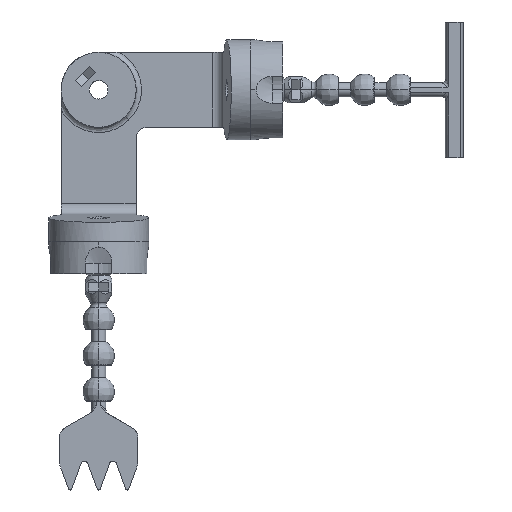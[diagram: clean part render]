
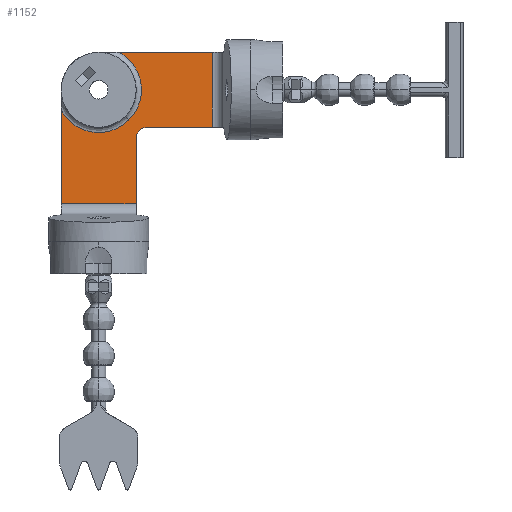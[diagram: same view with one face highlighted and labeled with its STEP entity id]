
A CAD part, left-side view. The second image highlights one B-rep face of the part: STEP entity #1152.
In plain terms, the highlighted planar face has unit normal (-1, 0, 0).
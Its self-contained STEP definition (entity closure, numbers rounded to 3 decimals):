
#558=B_SPLINE_CURVE_WITH_KNOTS('',1,(#23346,#23347),.UNSPECIFIED.,.F.,.F.,
(2,2),(-5.555,20.535),.UNSPECIFIED.);
#560=B_SPLINE_CURVE_WITH_KNOTS('',1,(#23350,#23351),.UNSPECIFIED.,.F.,.F.,
(2,2),(-5.555,12.844),.UNSPECIFIED.);
#563=B_SPLINE_CURVE_WITH_KNOTS('',1,(#23356,#23357),.UNSPECIFIED.,.F.,.F.,
(2,2),(0.,21.),.UNSPECIFIED.);
#564=B_SPLINE_CURVE_WITH_KNOTS('',1,(#23372,#23373),.UNSPECIFIED.,.F.,.F.,
(2,2),(-20.535,5.555),.UNSPECIFIED.);
#567=B_SPLINE_CURVE_WITH_KNOTS('',1,(#23431,#23432),.UNSPECIFIED.,.F.,.F.,
(2,2),(-12.844,5.555),.UNSPECIFIED.);
#1152=ADVANCED_FACE('',(#1610),#7527,.T.);
#1610=FACE_OUTER_BOUND('',#2086,.T.);
#2086=EDGE_LOOP('',(#4027,#4028,#4029,#4030,#4031,#4032,#4033,#4034,#4035));
#4027=ORIENTED_EDGE('',*,*,#5598,.F.);
#4028=ORIENTED_EDGE('',*,*,#5575,.F.);
#4029=ORIENTED_EDGE('',*,*,#5582,.T.);
#4030=ORIENTED_EDGE('',*,*,#5584,.F.);
#4031=ORIENTED_EDGE('',*,*,#5586,.F.);
#4032=ORIENTED_EDGE('',*,*,#5592,.F.);
#4033=ORIENTED_EDGE('',*,*,#5573,.F.);
#4034=ORIENTED_EDGE('',*,*,#5578,.T.);
#4035=ORIENTED_EDGE('',*,*,#5593,.F.);
#5573=EDGE_CURVE('',#7076,#7083,#558,.T.);
#5575=EDGE_CURVE('',#7080,#7091,#560,.T.);
#5578=EDGE_CURVE('',#7076,#7077,#563,.T.);
#5582=EDGE_CURVE('',#7080,#7081,#6293,.T.);
#5584=EDGE_CURVE('',#7082,#7081,#564,.T.);
#5586=EDGE_CURVE('',#7087,#7082,#6296,.T.);
#5592=EDGE_CURVE('',#7083,#7087,#6300,.T.);
#5593=EDGE_CURVE('',#7088,#7077,#567,.T.);
#5598=EDGE_CURVE('',#7091,#7088,#6301,.T.);
#6293=(
BOUNDED_CURVE()
B_SPLINE_CURVE(1,(#23367,#23368),.UNSPECIFIED.,.F.,.F.)
B_SPLINE_CURVE_WITH_KNOTS((2,2),(0.,21.),
 .UNSPECIFIED.)
CURVE()
GEOMETRIC_REPRESENTATION_ITEM()
RATIONAL_B_SPLINE_CURVE((1.,1.))
REPRESENTATION_ITEM('')
);
#6296=(
BOUNDED_CURVE()
B_SPLINE_CURVE(2,(#23376,#23377,#23378,#23379,#23380),.UNSPECIFIED.,.F.,
 .F.)
B_SPLINE_CURVE_WITH_KNOTS((3,2,3),(0.,11.105,22.21),
 .UNSPECIFIED.)
CURVE()
GEOMETRIC_REPRESENTATION_ITEM()
RATIONAL_B_SPLINE_CURVE((1.,0.895,1.,0.895,1.))
REPRESENTATION_ITEM('')
);
#6300=(
BOUNDED_CURVE()
B_SPLINE_CURVE(2,(#23426,#23427,#23428,#23429,#23430),.UNSPECIFIED.,.F.,
 .F.)
B_SPLINE_CURVE_WITH_KNOTS((3,2,3),(6.064,17.169,28.274),
 .UNSPECIFIED.)
CURVE()
GEOMETRIC_REPRESENTATION_ITEM()
RATIONAL_B_SPLINE_CURVE((1.,0.895,1.,0.895,1.))
REPRESENTATION_ITEM('')
);
#6301=(
BOUNDED_CURVE()
B_SPLINE_CURVE(2,(#23441,#23442,#23443),.UNSPECIFIED.,.F.,.F.)
B_SPLINE_CURVE_WITH_KNOTS((3,3),(-4.712,0.),.UNSPECIFIED.)
CURVE()
GEOMETRIC_REPRESENTATION_ITEM()
RATIONAL_B_SPLINE_CURVE((1.,0.707,1.))
REPRESENTATION_ITEM('')
);
#7076=VERTEX_POINT('',#21309);
#7077=VERTEX_POINT('',#21310);
#7080=VERTEX_POINT('',#21313);
#7081=VERTEX_POINT('',#21314);
#7082=VERTEX_POINT('',#21315);
#7083=VERTEX_POINT('',#21316);
#7087=VERTEX_POINT('',#21320);
#7088=VERTEX_POINT('',#21321);
#7091=VERTEX_POINT('',#21324);
#7527=PLANE('',#7957);
#7957=AXIS2_PLACEMENT_3D('',#21008,#8264,$);
#8264=DIRECTION('',(-1.,0.,0.));
#21008=CARTESIAN_POINT('',(211.9,195.5,-84.776));
#21309=CARTESIAN_POINT('',(211.9,195.5,-79.299));
#21310=CARTESIAN_POINT('',(211.9,174.5,-79.299));
#21313=CARTESIAN_POINT('',(211.9,153.101,-57.9));
#21314=CARTESIAN_POINT('',(211.9,153.101,-36.9));
#21315=CARTESIAN_POINT('',(211.9,179.191,-36.9));
#21316=CARTESIAN_POINT('',(211.9,195.5,-53.209));
#21320=CARTESIAN_POINT('',(211.9,176.515,-55.885));
#21321=CARTESIAN_POINT('',(211.9,174.5,-60.9));
#21324=CARTESIAN_POINT('',(211.9,171.5,-57.9));
#23346=CARTESIAN_POINT('',(211.9,195.5,-79.299));
#23347=CARTESIAN_POINT('',(211.9,195.5,-53.209));
#23350=CARTESIAN_POINT('',(211.9,153.101,-57.9));
#23351=CARTESIAN_POINT('',(211.9,171.5,-57.9));
#23356=CARTESIAN_POINT('',(211.9,195.5,-79.299));
#23357=CARTESIAN_POINT('',(211.9,174.5,-79.299));
#23367=CARTESIAN_POINT('',(211.9,153.101,-57.9));
#23368=CARTESIAN_POINT('',(211.9,153.101,-36.9));
#23372=CARTESIAN_POINT('',(211.9,179.191,-36.9));
#23373=CARTESIAN_POINT('',(211.9,153.101,-36.9));
#23376=CARTESIAN_POINT('',(211.9,176.515,-55.885));
#23377=CARTESIAN_POINT('',(211.9,172.282,-51.653));
#23378=CARTESIAN_POINT('',(211.9,173.117,-45.725));
#23379=CARTESIAN_POINT('',(211.9,173.953,-39.798));
#23380=CARTESIAN_POINT('',(211.9,179.191,-36.9));
#23426=CARTESIAN_POINT('',(211.9,195.5,-53.209));
#23427=CARTESIAN_POINT('',(211.9,192.602,-58.447));
#23428=CARTESIAN_POINT('',(211.9,186.675,-59.283));
#23429=CARTESIAN_POINT('',(211.9,180.747,-60.118));
#23430=CARTESIAN_POINT('',(211.9,176.515,-55.885));
#23431=CARTESIAN_POINT('',(211.9,174.5,-60.9));
#23432=CARTESIAN_POINT('',(211.9,174.5,-79.299));
#23441=CARTESIAN_POINT('',(211.9,171.5,-57.9));
#23442=CARTESIAN_POINT('',(211.9,174.5,-57.9));
#23443=CARTESIAN_POINT('',(211.9,174.5,-60.9));
